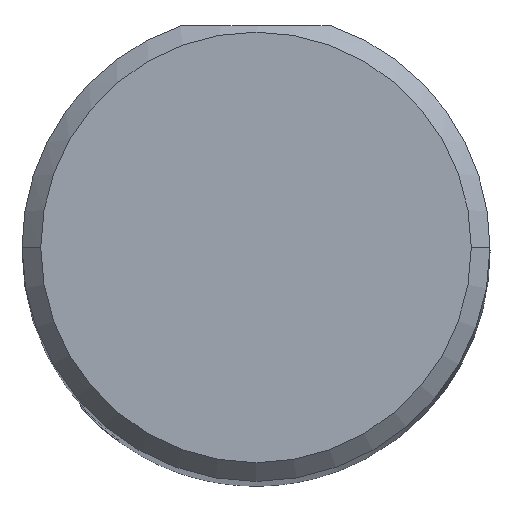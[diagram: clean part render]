
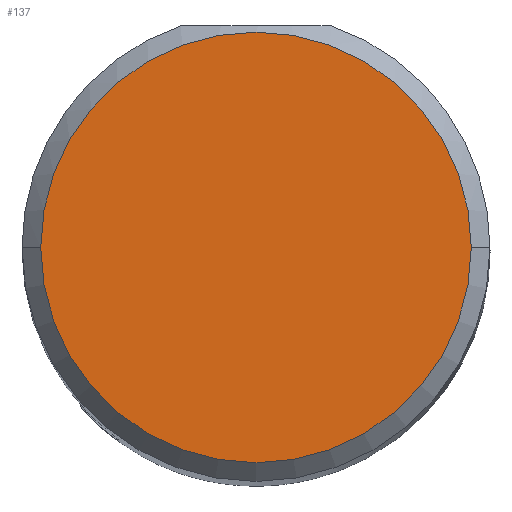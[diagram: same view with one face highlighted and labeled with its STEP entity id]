
A CAD part, top view. The second image highlights one B-rep face of the part: STEP entity #137.
In plain terms, the highlighted planar face has unit normal (0, 0, 1).
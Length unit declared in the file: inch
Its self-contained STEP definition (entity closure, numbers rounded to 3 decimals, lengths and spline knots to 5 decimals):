
#67 = DIRECTION ( 'NONE',  ( 1., 0., 0. ) ) ;
#71 = AXIS2_PLACEMENT_3D ( 'NONE', #278, #510, #733 ) ;
#104 = EDGE_CURVE ( 'NONE', #114, #560, #392, .T. ) ;
#110 = ORIENTED_EDGE ( 'NONE', *, *, #213, .T. ) ;
#114 = VERTEX_POINT ( 'NONE', #172 ) ;
#136 = CARTESIAN_POINT ( 'NONE',  ( 0., 0., 2.5 ) ) ;
#137 = ADVANCED_FACE ( 'NONE', ( #506 ), #184, .T. ) ;
#172 = CARTESIAN_POINT ( 'NONE',  ( 0.1725, 0., 2.5 ) ) ;
#173 = CIRCLE ( 'NONE', #263, 0.1725 ) ;
#184 = PLANE ( 'NONE',  #71 ) ;
#213 = EDGE_CURVE ( 'NONE', #560, #114, #173, .T. ) ;
#230 = CARTESIAN_POINT ( 'NONE',  ( 0., 0., 2.5 ) ) ;
#263 = AXIS2_PLACEMENT_3D ( 'NONE', #136, #701, #480 ) ;
#278 = CARTESIAN_POINT ( 'NONE',  ( 0., 0., 2.5 ) ) ;
#290 = CARTESIAN_POINT ( 'NONE',  ( -0.1725, 0., 2.5 ) ) ;
#391 = AXIS2_PLACEMENT_3D ( 'NONE', #230, #397, #67 ) ;
#392 = CIRCLE ( 'NONE', #391, 0.1725 ) ;
#397 = DIRECTION ( 'NONE',  ( 0., 0., 1. ) ) ;
#480 = DIRECTION ( 'NONE',  ( 1., 0., 0. ) ) ;
#506 = FACE_OUTER_BOUND ( 'NONE', #729, .T. ) ;
#510 = DIRECTION ( 'NONE',  ( 0., 0., 1. ) ) ;
#560 = VERTEX_POINT ( 'NONE', #290 ) ;
#693 = ORIENTED_EDGE ( 'NONE', *, *, #104, .T. ) ;
#701 = DIRECTION ( 'NONE',  ( 0., 0., 1. ) ) ;
#729 = EDGE_LOOP ( 'NONE', ( #110, #693 ) ) ;
#733 = DIRECTION ( 'NONE',  ( 1., 0., 0. ) ) ;
